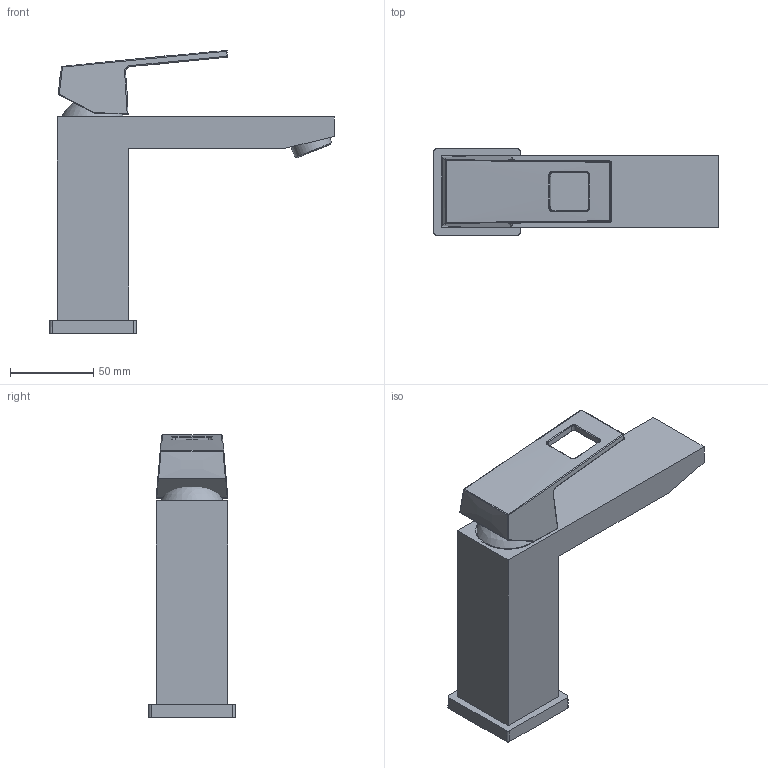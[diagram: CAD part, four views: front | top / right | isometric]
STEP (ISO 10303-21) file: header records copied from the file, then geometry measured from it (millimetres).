
FILE_DESCRIPTION(/* description */ ('Unknown'),/* implementation_level */ '2;1');
FILE_NAME(/* name */ '23446000',/* time_stamp */ '2022-09-01T15:02:16+02:00',/* author */ ('Unknown'),/* organization */ ('GROHE AG'),/* preprocessor_version */ 'ST-DEVELOPER v16.7',/* originating_system */ 'DEX',/* authorisation */ $);
FILE_SCHEMA (('AUTOMOTIVE_DESIGN {1 0 10303 214 3 1 1}'));
Length unit declared in the file: millimetre
Products named in the file (5): 23446000; id51; 1_1; 401809
Assembly tree (4 placements, depth 2):
  23446000
    23446000
    id51
    1_1
    401809
Bounding box: 170.98 x 51.97 x 169.88 mm (x, y, z)
Volume: 21528.5 mm3; surface area: 59012.8 mm2
Topology: 1 solids, 5 shells, 86 faces, 221 edges, 130 vertices
Faces by surface type: bspline 25, plane 24, cylinder 21, sphere 7, cone 5, torus 4
Full cylindrical faces by diameter (mm): 23.6 x1
Entity records: 3456 total; most frequent: CARTESIAN_POINT 1587, ORIENTED_EDGE 393, DIRECTION 264, EDGE_CURVE 209, VERTEX_POINT 142, B_SPLINE_CURVE_WITH_KNOTS 109, FACE_BOUND 103, AXIS2_PLACEMENT_3D 103
